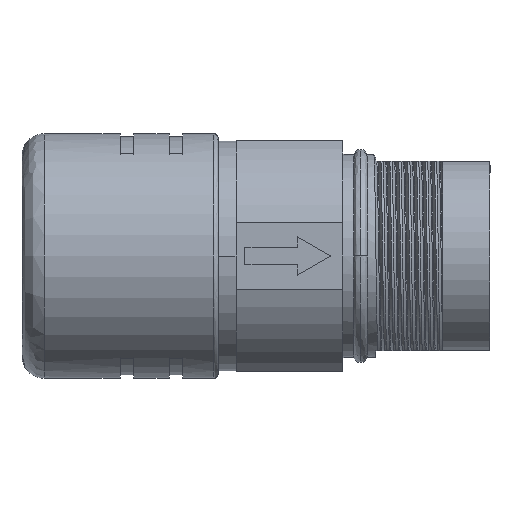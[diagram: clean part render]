
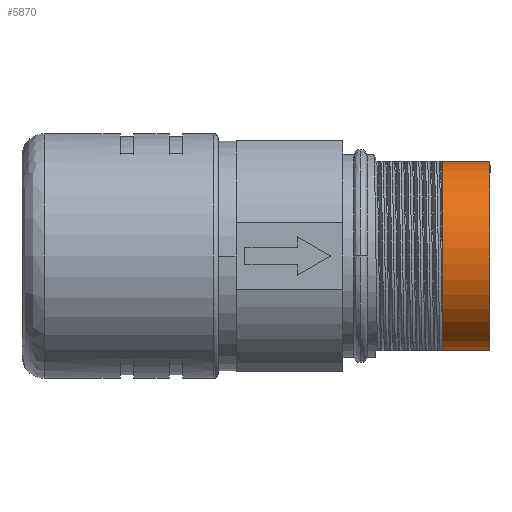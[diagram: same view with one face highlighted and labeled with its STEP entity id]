
A CAD part, left-side view. The second image highlights one B-rep face of the part: STEP entity #5870.
In plain terms, the highlighted cylindrical face has radius 10.75 mm (diameter 21.5 mm), a partial arc.
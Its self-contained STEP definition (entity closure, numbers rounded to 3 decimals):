
#662 = CARTESIAN_POINT ( 'NONE',  ( -21.066, -19.893, 10.65 ) ) ;
#1663 = DIRECTION ( 'NONE',  ( 0., -1., 0. ) ) ;
#2036 = CARTESIAN_POINT ( 'NONE',  ( -21.066, -25.193, 10.65 ) ) ;
#2855 = CARTESIAN_POINT ( 'NONE',  ( -19.603, -25.193, 0. ) ) ;
#4060 = CARTESIAN_POINT ( 'NONE',  ( -21.066, -3.225, 10.65 ) ) ;
#5308 = ORIENTED_EDGE ( 'NONE', *, *, #41009, .T. ) ;
#5870 = ADVANCED_FACE ( 'NONE', ( #11424 ), #11607, .T. ) ;
#6138 = VERTEX_POINT ( 'NONE', #17049 ) ;
#7070 = DIRECTION ( 'NONE',  ( 0., 0., -1. ) ) ;
#8266 = VERTEX_POINT ( 'NONE', #662 ) ;
#11424 = FACE_OUTER_BOUND ( 'NONE', #21624, .T. ) ;
#11607 = CYLINDRICAL_SURFACE ( 'NONE', #40882, 10.75 ) ;
#13843 = EDGE_CURVE ( 'NONE', #8266, #37017, #42318, .T. ) ;
#14953 = LINE ( 'NONE', #4060, #15341 ) ;
#15341 = VECTOR ( 'NONE', #53412, 1000. ) ;
#17049 = CARTESIAN_POINT ( 'NONE',  ( -21.066, -25.193, -10.65 ) ) ;
#20460 = ORIENTED_EDGE ( 'NONE', *, *, #38659, .T. ) ;
#20709 = DIRECTION ( 'NONE',  ( 0., 0., -1. ) ) ;
#21247 = CARTESIAN_POINT ( 'NONE',  ( -19.603, 9.507, 0. ) ) ;
#21624 = EDGE_LOOP ( 'NONE', ( #5308, #28024, #45408, #20460 ) ) ;
#21742 = DIRECTION ( 'NONE',  ( 0., -1., 0. ) ) ;
#26591 = CARTESIAN_POINT ( 'NONE',  ( -19.603, -19.893, 0. ) ) ;
#28024 = ORIENTED_EDGE ( 'NONE', *, *, #42067, .T. ) ;
#28934 = CARTESIAN_POINT ( 'NONE',  ( -21.066, -19.893, -10.65 ) ) ;
#30721 = DIRECTION ( 'NONE',  ( 0., 0., -1. ) ) ;
#31914 = DIRECTION ( 'NONE',  ( 0., 1., 0. ) ) ;
#35998 = CARTESIAN_POINT ( 'NONE',  ( -21.066, 9.507, -10.65 ) ) ;
#37017 = VERTEX_POINT ( 'NONE', #28934 ) ;
#37050 = CIRCLE ( 'NONE', #47824, 10.75 ) ;
#38659 = EDGE_CURVE ( 'NONE', #37017, #6138, #47766, .T. ) ;
#39853 = VERTEX_POINT ( 'NONE', #2036 ) ;
#40882 = AXIS2_PLACEMENT_3D ( 'NONE', #21247, #21742, #20709 ) ;
#41009 = EDGE_CURVE ( 'NONE', #6138, #39853, #37050, .T. ) ;
#42067 = EDGE_CURVE ( 'NONE', #39853, #8266, #14953, .T. ) ;
#42318 = CIRCLE ( 'NONE', #50036, 10.75 ) ;
#44247 = DIRECTION ( 'NONE',  ( 0., -1., 0. ) ) ;
#45408 = ORIENTED_EDGE ( 'NONE', *, *, #13843, .T. ) ;
#47766 = LINE ( 'NONE', #35998, #47915 ) ;
#47824 = AXIS2_PLACEMENT_3D ( 'NONE', #2855, #31914, #7070 ) ;
#47915 = VECTOR ( 'NONE', #44247, 1000. ) ;
#50036 = AXIS2_PLACEMENT_3D ( 'NONE', #26591, #1663, #30721 ) ;
#53412 = DIRECTION ( 'NONE',  ( 0., 1., 0. ) ) ;
